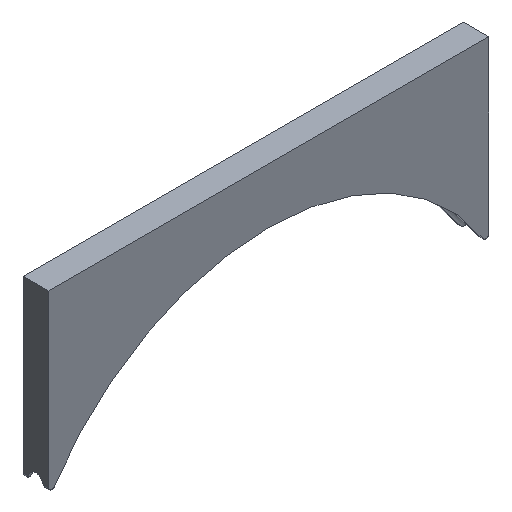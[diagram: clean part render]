
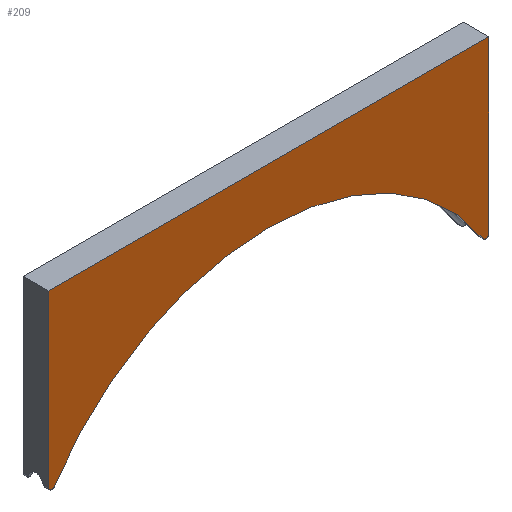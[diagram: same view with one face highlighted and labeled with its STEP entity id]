
A CAD part, isometric view. The second image highlights one B-rep face of the part: STEP entity #209.
In plain terms, the highlighted planar face has unit normal (0, -1, 0).
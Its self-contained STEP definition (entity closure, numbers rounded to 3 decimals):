
#22=CIRCLE('',#224,0.5);
#23=CIRCLE('',#225,40.);
#24=CIRCLE('',#226,0.5);
#38=FACE_OUTER_BOUND('',#50,.T.);
#50=EDGE_LOOP('',(#152,#153,#154,#155,#156,#157));
#60=LINE('',#303,#76);
#64=LINE('',#311,#80);
#68=LINE('',#335,#84);
#76=VECTOR('',#245,10.);
#80=VECTOR('',#251,10.);
#84=VECTOR('',#257,10.);
#92=VERTEX_POINT('',#301);
#93=VERTEX_POINT('',#302);
#96=VERTEX_POINT('',#310);
#100=VERTEX_POINT('',#334);
#101=VERTEX_POINT('',#336);
#102=VERTEX_POINT('',#338);
#112=EDGE_CURVE('',#92,#93,#60,.T.);
#116=EDGE_CURVE('',#96,#92,#64,.T.);
#121=EDGE_CURVE('',#93,#100,#68,.T.);
#122=EDGE_CURVE('',#101,#100,#22,.T.);
#123=EDGE_CURVE('',#101,#102,#23,.T.);
#124=EDGE_CURVE('',#96,#102,#24,.T.);
#152=ORIENTED_EDGE('',*,*,#112,.T.);
#153=ORIENTED_EDGE('',*,*,#121,.T.);
#154=ORIENTED_EDGE('',*,*,#122,.F.);
#155=ORIENTED_EDGE('',*,*,#123,.T.);
#156=ORIENTED_EDGE('',*,*,#124,.F.);
#157=ORIENTED_EDGE('',*,*,#116,.T.);
#204=PLANE('',#223);
#209=ADVANCED_FACE('',(#38),#204,.T.);
#223=AXIS2_PLACEMENT_3D('',#333,#255,#256);
#224=AXIS2_PLACEMENT_3D('',#337,#258,#259);
#225=AXIS2_PLACEMENT_3D('',#339,#260,#261);
#226=AXIS2_PLACEMENT_3D('',#340,#262,#263);
#245=DIRECTION('',(-1.,0.,0.));
#251=DIRECTION('',(0.,0.,1.));
#255=DIRECTION('center_axis',(0.,-1.,0.));
#256=DIRECTION('ref_axis',(0.,0.,-1.));
#257=DIRECTION('',(0.,0.,-1.));
#258=DIRECTION('center_axis',(0.,1.,0.));
#259=DIRECTION('ref_axis',(-0.282,0.,-0.959));
#260=DIRECTION('center_axis',(0.,1.,0.));
#261=DIRECTION('ref_axis',(-1.,0.,0.));
#262=DIRECTION('center_axis',(0.,1.,0.));
#263=DIRECTION('ref_axis',(0.282,0.,-0.959));
#301=CARTESIAN_POINT('',(0.,0.,-1.5));
#302=CARTESIAN_POINT('',(-69.1,0.,-1.5));
#303=CARTESIAN_POINT('',(-34.55,0.,-1.5));
#310=CARTESIAN_POINT('',(0.,0.,-28.229));
#311=CARTESIAN_POINT('',(0.,0.,-30.));
#333=CARTESIAN_POINT('Origin',(-34.55,0.,-15.));
#334=CARTESIAN_POINT('',(-69.1,0.,-28.229));
#335=CARTESIAN_POINT('',(-69.1,0.,0.));
#336=CARTESIAN_POINT('',(-68.18,0.,-28.499));
#337=CARTESIAN_POINT('Origin',(-68.6,0.,-28.229));
#338=CARTESIAN_POINT('',(-0.92,0.,-28.499));
#339=CARTESIAN_POINT('Origin',(-34.55,0.,-50.157));
#340=CARTESIAN_POINT('Origin',(-0.5,0.,-28.229));
